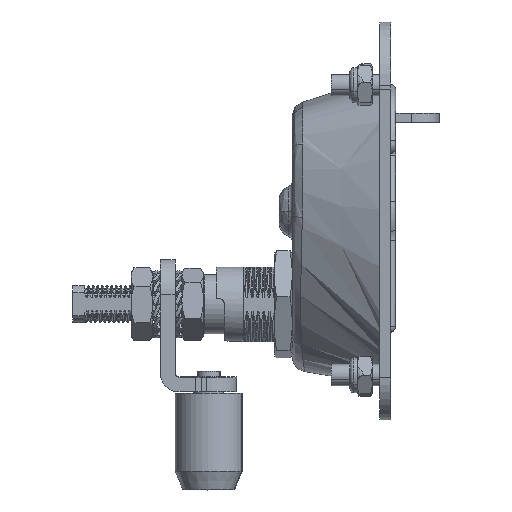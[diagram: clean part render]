
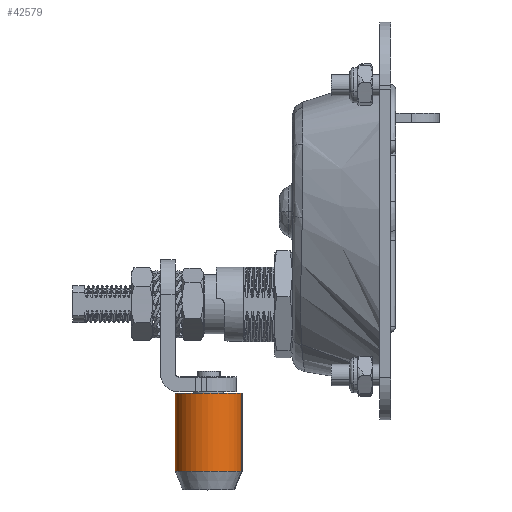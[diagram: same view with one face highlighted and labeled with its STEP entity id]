
A CAD part, front view. The second image highlights one B-rep face of the part: STEP entity #42579.
In plain terms, the highlighted cylindrical face has radius 9 mm (diameter 18 mm), a partial arc.
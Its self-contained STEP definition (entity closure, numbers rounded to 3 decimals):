
#1764 = CIRCLE ( 'NONE', #54180, 9. ) ;
#6831 = VERTEX_POINT ( 'NONE', #52694 ) ;
#6874 = DIRECTION ( 'NONE',  ( 0., 0., 1. ) ) ;
#9304 = DIRECTION ( 'NONE',  ( 0.978, -0.208, 0. ) ) ;
#9673 = AXIS2_PLACEMENT_3D ( 'NONE', #44930, #73590, #9304 ) ;
#9981 = EDGE_CURVE ( 'NONE', #66563, #79916, #1764, .T. ) ;
#12889 = LINE ( 'NONE', #41499, #74932 ) ;
#13909 = FACE_OUTER_BOUND ( 'NONE', #55931, .T. ) ;
#19318 = EDGE_CURVE ( 'NONE', #6831, #66563, #12889, .T. ) ;
#19578 = CARTESIAN_POINT ( 'NONE',  ( -57.523, 1.868, -24. ) ) ;
#20187 = CARTESIAN_POINT ( 'NONE',  ( -57.523, 1.868, -45. ) ) ;
#20523 = ORIENTED_EDGE ( 'NONE', *, *, #42324, .T. ) ;
#22908 = LINE ( 'NONE', #51540, #36197 ) ;
#26985 = CARTESIAN_POINT ( 'NONE',  ( -48.719, 0., -24. ) ) ;
#34531 = VERTEX_POINT ( 'NONE', #20187 ) ;
#35478 = DIRECTION ( 'NONE',  ( 0.978, -0.208, 0. ) ) ;
#36197 = VECTOR ( 'NONE', #80173, 1000. ) ;
#41122 = AXIS2_PLACEMENT_3D ( 'NONE', #71163, #6874, #35478 ) ;
#41499 = CARTESIAN_POINT ( 'NONE',  ( -39.915, -1.868, -50. ) ) ;
#42324 = EDGE_CURVE ( 'NONE', #34531, #6831, #50129, .T. ) ;
#42506 = CYLINDRICAL_SURFACE ( 'NONE', #41122, 9. ) ;
#42579 = ADVANCED_FACE ( 'NONE', ( #13909 ), #42506, .T. ) ;
#44930 = CARTESIAN_POINT ( 'NONE',  ( -48.719, 0., -45. ) ) ;
#50129 = CIRCLE ( 'NONE', #9673, 9. ) ;
#51148 = ORIENTED_EDGE ( 'NONE', *, *, #9981, .T. ) ;
#51540 = CARTESIAN_POINT ( 'NONE',  ( -57.523, 1.868, -50. ) ) ;
#52694 = CARTESIAN_POINT ( 'NONE',  ( -39.915, -1.868, -45. ) ) ;
#54089 = ORIENTED_EDGE ( 'NONE', *, *, #56114, .F. ) ;
#54180 = AXIS2_PLACEMENT_3D ( 'NONE', #26985, #55650, #84276 ) ;
#55454 = CARTESIAN_POINT ( 'NONE',  ( -39.915, -1.868, -24. ) ) ;
#55650 = DIRECTION ( 'NONE',  ( 0., 0., -1. ) ) ;
#55931 = EDGE_LOOP ( 'NONE', ( #54089, #20523, #65970, #51148 ) ) ;
#56114 = EDGE_CURVE ( 'NONE', #34531, #79916, #22908, .T. ) ;
#65970 = ORIENTED_EDGE ( 'NONE', *, *, #19318, .T. ) ;
#66563 = VERTEX_POINT ( 'NONE', #55454 ) ;
#70130 = DIRECTION ( 'NONE',  ( 0., 0., 1. ) ) ;
#71163 = CARTESIAN_POINT ( 'NONE',  ( -48.719, 0., -50. ) ) ;
#73590 = DIRECTION ( 'NONE',  ( 0., 0., 1. ) ) ;
#74932 = VECTOR ( 'NONE', #70130, 1000. ) ;
#79916 = VERTEX_POINT ( 'NONE', #19578 ) ;
#80173 = DIRECTION ( 'NONE',  ( 0., 0., 1. ) ) ;
#84276 = DIRECTION ( 'NONE',  ( 0.978, -0.208, 0. ) ) ;
